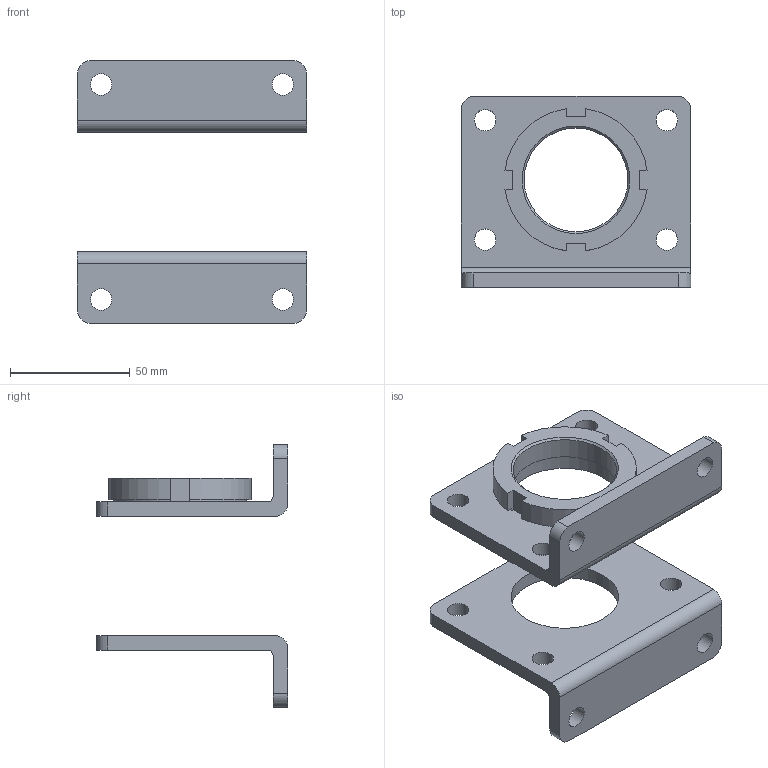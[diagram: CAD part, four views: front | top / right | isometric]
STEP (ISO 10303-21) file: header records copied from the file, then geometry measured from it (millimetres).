
FILE_DESCRIPTION(/* description */ ('STEP AP214'),/* implementation_level */ '2;1');
FILE_NAME(/* name */ '195854_HBN-63X2',/* time_stamp */ '2024-08-29T01:52:26+02:00',/* author */ ('License CC BY-ND 4.0'),/* organization */ ('CADENAS'),/* preprocessor_version */ 'ST-DEVELOPER v19.3',/* originating_system */ 'PARTsolutions',/* authorisation */ ' ');
FILE_SCHEMA (('AUTOMOTIVE_DESIGN {1 0 10303 214 3 1 1}'));
Length unit declared in the file: millimetre
Products named in the file (3): 195854 HBN-63X2---(50); 195854 HBN-63X2---(1); 3773 M45x1.5
Assembly tree (3 placements, depth 2):
  195854 HBN-63X2---(50)
    195854 HBN-63X2---(1)  x2
    3773 M45x1.5
Bounding box: 96 x 80 x 110 mm (x, y, z)
Volume: 106985.6 mm3; surface area: 45540.4 mm2
Topology: 3 solids, 3 shells, 71 faces, 207 edges, 142 vertices
Faces by surface type: cylinder 35, plane 34, cone 2
Full cylindrical faces by diameter (mm): 9 x12, 43.376 x1, 45.1 x2
Entity records: 1655 total; most frequent: DIRECTION 280, CARTESIAN_POINT 270, ORIENTED_EDGE 252, EDGE_CURVE 126, AXIS2_PLACEMENT_3D 100, VERTEX_POINT 90, LINE 80, VECTOR 80
